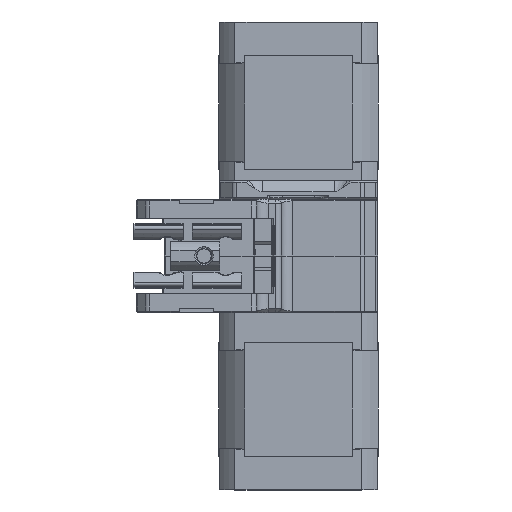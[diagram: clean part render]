
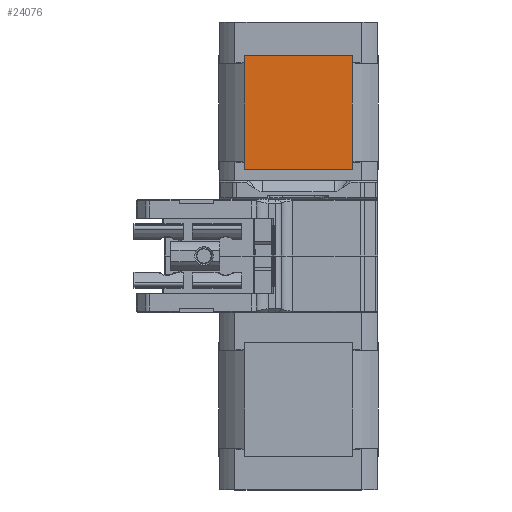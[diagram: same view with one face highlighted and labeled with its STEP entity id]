
A CAD part, left-side view. The second image highlights one B-rep face of the part: STEP entity #24076.
In plain terms, the highlighted face is planar.
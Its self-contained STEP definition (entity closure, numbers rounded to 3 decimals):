
#1904=PLANE('',#26575);
#3094=FACE_OUTER_BOUND('',#4561,.T.);
#4561=EDGE_LOOP('',(#20910,#20911,#20912,#20913,#20914,#20915,#20916,#20917,
#20918,#20919,#20920,#20921));
#6394=LINE('',#42310,#8453);
#6400=LINE('',#42340,#8459);
#6412=LINE('',#42378,#8471);
#6414=LINE('',#42383,#8473);
#6416=LINE('',#42389,#8475);
#6474=LINE('',#42595,#8533);
#6475=LINE('',#42600,#8534);
#6476=LINE('',#42604,#8535);
#6478=LINE('',#42612,#8537);
#6480=LINE('',#42616,#8539);
#6481=LINE('',#42618,#8540);
#6490=LINE('',#42649,#8549);
#8453=VECTOR('',#32248,5.724);
#8459=VECTOR('',#32272,30.2);
#8471=VECTOR('',#32312,0.1);
#8473=VECTOR('',#32316,5.724);
#8475=VECTOR('',#32322,0.1);
#8533=VECTOR('',#32520,30.2);
#8534=VECTOR('',#32527,17.012);
#8535=VECTOR('',#32532,0.1);
#8537=VECTOR('',#32538,0.1);
#8539=VECTOR('',#32544,5.724);
#8540=VECTOR('',#32547,5.724);
#8549=VECTOR('',#32582,17.012);
#11717=VERTEX_POINT('',#42307);
#11718=VERTEX_POINT('',#42309);
#11727=VERTEX_POINT('',#42339);
#11739=VERTEX_POINT('',#42376);
#11741=VERTEX_POINT('',#42382);
#11743=VERTEX_POINT('',#42388);
#11808=VERTEX_POINT('',#42592);
#11809=VERTEX_POINT('',#42594);
#11810=VERTEX_POINT('',#42598);
#11811=VERTEX_POINT('',#42602);
#11814=VERTEX_POINT('',#42609);
#11815=VERTEX_POINT('',#42611);
#14795=EDGE_CURVE('',#11717,#11718,#6394,.T.);
#14808=EDGE_CURVE('',#11718,#11727,#6400,.T.);
#14828=EDGE_CURVE('',#11717,#11739,#6412,.T.);
#14830=EDGE_CURVE('',#11727,#11741,#6414,.T.);
#14833=EDGE_CURVE('',#11743,#11741,#6416,.T.);
#14930=EDGE_CURVE('',#11809,#11808,#6474,.T.);
#14933=EDGE_CURVE('',#11739,#11810,#6475,.T.);
#14935=EDGE_CURVE('',#11810,#11811,#6476,.T.);
#14938=EDGE_CURVE('',#11815,#11814,#6478,.T.);
#14941=EDGE_CURVE('',#11808,#11815,#6480,.T.);
#14942=EDGE_CURVE('',#11811,#11809,#6481,.T.);
#14957=EDGE_CURVE('',#11814,#11743,#6490,.T.);
#20910=ORIENTED_EDGE('',*,*,#14933,.T.);
#20911=ORIENTED_EDGE('',*,*,#14935,.T.);
#20912=ORIENTED_EDGE('',*,*,#14942,.T.);
#20913=ORIENTED_EDGE('',*,*,#14930,.T.);
#20914=ORIENTED_EDGE('',*,*,#14941,.T.);
#20915=ORIENTED_EDGE('',*,*,#14938,.T.);
#20916=ORIENTED_EDGE('',*,*,#14957,.T.);
#20917=ORIENTED_EDGE('',*,*,#14833,.T.);
#20918=ORIENTED_EDGE('',*,*,#14830,.F.);
#20919=ORIENTED_EDGE('',*,*,#14808,.F.);
#20920=ORIENTED_EDGE('',*,*,#14795,.F.);
#20921=ORIENTED_EDGE('',*,*,#14828,.T.);
#24076=ADVANCED_FACE('',(#3094),#1904,.T.);
#26575=AXIS2_PLACEMENT_3D('',#42648,#32580,#32581);
#32248=DIRECTION('',(0.,1.,0.));
#32272=DIRECTION('',(0.,0.,-1.));
#32312=DIRECTION('',(0.,0.,1.));
#32316=DIRECTION('',(0.,-1.,0.));
#32322=DIRECTION('',(0.,0.,1.));
#32520=DIRECTION('',(0.,0.,-1.));
#32527=DIRECTION('',(0.,-1.,0.));
#32532=DIRECTION('',(0.,0.,-1.));
#32538=DIRECTION('',(0.,0.,-1.));
#32544=DIRECTION('',(0.,1.,0.));
#32547=DIRECTION('',(0.,-1.,0.));
#32580=DIRECTION('center_axis',(1.,0.,0.));
#32581=DIRECTION('ref_axis',(0.,0.,
-1.));
#32582=DIRECTION('',(0.,1.,0.));
#42307=CARTESIAN_POINT('',(21.1,8.506,10.66));
#42309=CARTESIAN_POINT('',(21.1,14.23,10.66));
#42310=CARTESIAN_POINT('',(21.1,8.506,10.66));
#42339=CARTESIAN_POINT('',(21.1,14.23,-19.54));
#42340=CARTESIAN_POINT('',(21.1,14.23,10.66));
#42376=CARTESIAN_POINT('',(21.1,8.506,10.76));
#42378=CARTESIAN_POINT('',(21.1,8.506,10.66));
#42382=CARTESIAN_POINT('',(21.1,8.506,-19.54));
#42383=CARTESIAN_POINT('',(21.1,14.23,-19.54));
#42388=CARTESIAN_POINT('',(21.1,8.506,-19.64));
#42389=CARTESIAN_POINT('',(21.1,8.506,-19.64));
#42592=CARTESIAN_POINT('',(21.1,-14.23,-19.54));
#42594=CARTESIAN_POINT('',(21.1,-14.23,10.66));
#42595=CARTESIAN_POINT('',(21.1,-14.23,10.66));
#42598=CARTESIAN_POINT('',(21.1,-8.506,10.76));
#42600=CARTESIAN_POINT('',(21.1,8.506,10.76));
#42602=CARTESIAN_POINT('',(21.1,-8.506,10.66));
#42604=CARTESIAN_POINT('',(21.1,-8.506,10.76));
#42609=CARTESIAN_POINT('',(21.1,-8.506,-19.64));
#42611=CARTESIAN_POINT('',(21.1,-8.506,-19.54));
#42612=CARTESIAN_POINT('',(21.1,-8.506,-19.54));
#42616=CARTESIAN_POINT('',(21.1,-14.23,-19.54));
#42618=CARTESIAN_POINT('',(21.1,-8.506,10.66));
#42648=CARTESIAN_POINT('Origin',(21.1,-14.231,10.761));
#42649=CARTESIAN_POINT('',(21.1,-8.506,-19.64));
